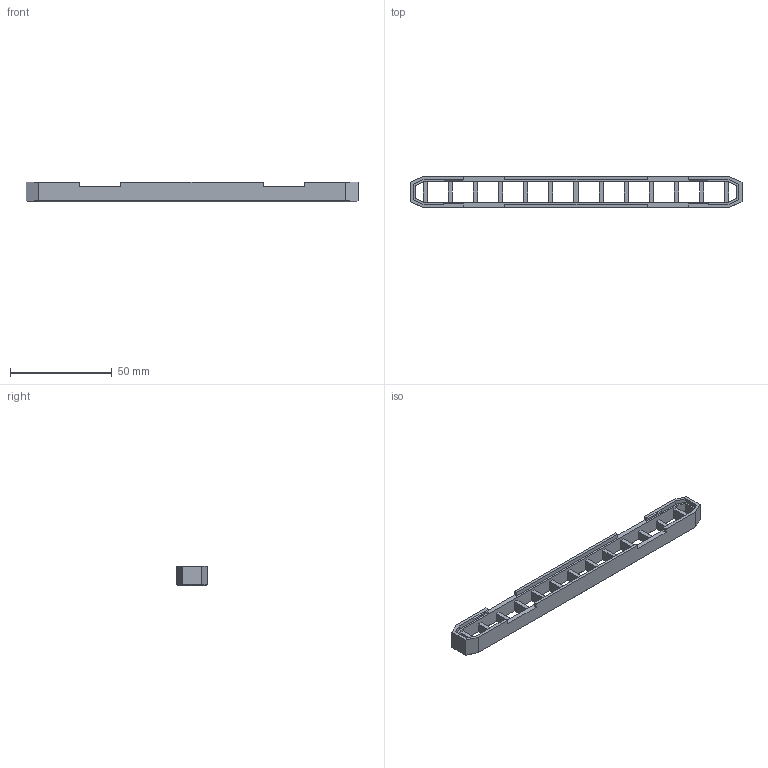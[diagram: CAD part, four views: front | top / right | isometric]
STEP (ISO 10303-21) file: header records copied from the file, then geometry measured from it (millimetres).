
FILE_DESCRIPTION(/* description */ ('Unknown'),/* implementation_level */ '2;1');
FILE_NAME(/* name */ 'Matchstick Shade Body',/* time_stamp */ '2022-09-01T22:29:44-04:00',/* author */ ('Unknown'),/* organization */ ('Unknown'),/* preprocessor_version */ 'ST-DEVELOPER v18.1',/* originating_system */ 'Solid Edge',/* authorisation */ 'Unknown');
FILE_SCHEMA (('AUTOMOTIVE_DESIGN {1 0 10303 214 3 1 1}'));
Length unit declared in the file: millimetre
Products named in the file (1): Matchstick Shade Body
Bounding box: 163.32 x 15 x 9.6 mm (x, y, z)
Volume: 8576.5 mm3; surface area: 9395.3 mm2
Topology: 1 solids, 1 shells, 173 faces, 464 edges, 280 vertices
Faces by surface type: plane 173
Entity records: 5260 total; most frequent: ORIENTED_EDGE 928, CARTESIAN_POINT 918, DIRECTION 812, EDGE_CURVE 464, LINE 464, VECTOR 464, VERTEX_POINT 280, EDGE_LOOP 188
